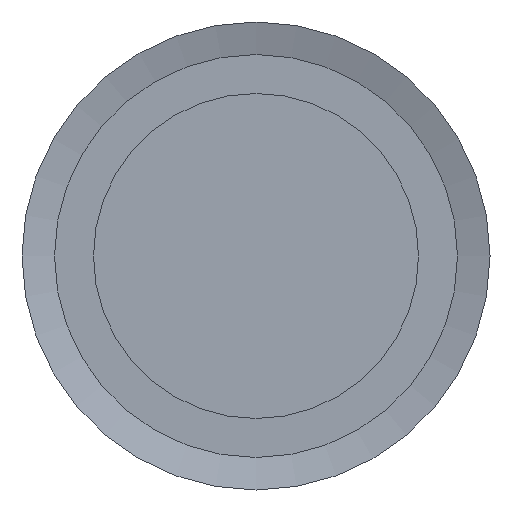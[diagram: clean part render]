
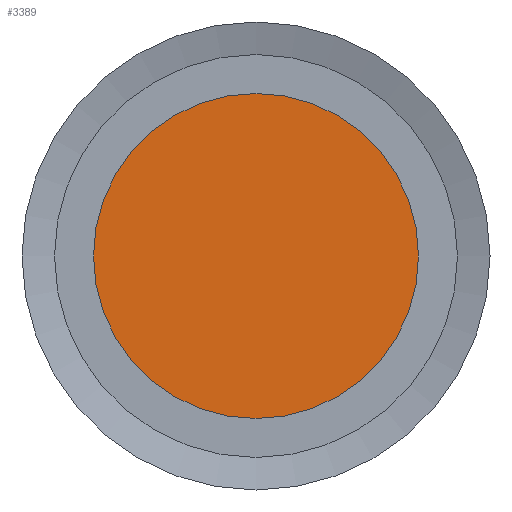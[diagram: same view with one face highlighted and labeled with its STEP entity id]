
A CAD part, left-side view. The second image highlights one B-rep face of the part: STEP entity #3389.
In plain terms, the highlighted planar face has unit normal (-1, 0, 0).
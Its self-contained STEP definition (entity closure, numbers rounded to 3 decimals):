
#1062=VERTEX_POINT('',#5877);
#1302=CIRCLE('',#3807,12.5);
#1806=EDGE_CURVE('',#1062,#1062,#1302,.T.);
#2635=ORIENTED_EDGE('',*,*,#1806,.F.);
#3025=EDGE_LOOP('',(#2635));
#3209=FACE_BOUND('',#3025,.T.);
#3389=ADVANCED_FACE('',(#3209),#5945,.F.);
#3806=AXIS2_PLACEMENT_3D('',#5875,#4836,$);
#3807=AXIS2_PLACEMENT_3D('',#5876,#4837,#4838);
#4836=DIRECTION('',(1.,0.,0.));
#4837=DIRECTION('',(1.,0.,0.));
#4838=DIRECTION('',(0.,0.,-12.5));
#5875=CARTESIAN_POINT('',(0.,0.,0.));
#5876=CARTESIAN_POINT('',(0.,0.,0.));
#5877=CARTESIAN_POINT('',(0.,0.,-12.5));
#5945=PLANE('',#3806);
